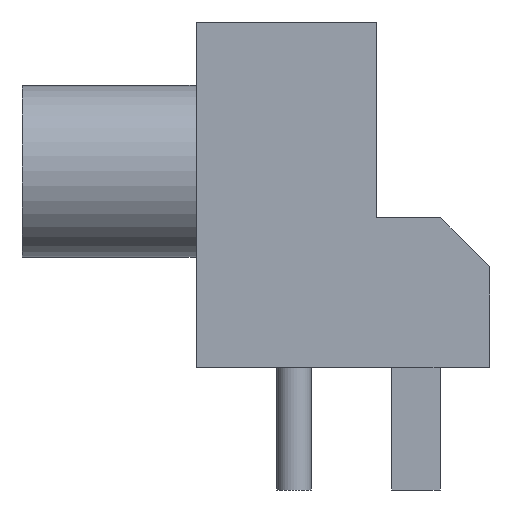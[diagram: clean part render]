
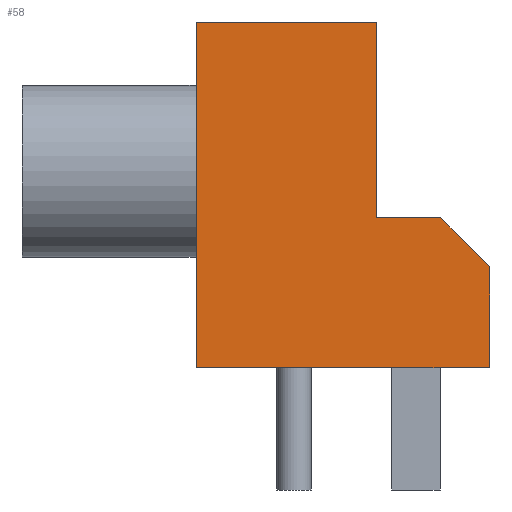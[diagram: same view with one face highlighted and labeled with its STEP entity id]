
A CAD part, left-side view. The second image highlights one B-rep face of the part: STEP entity #58.
In plain terms, the highlighted planar face has unit normal (-1, 0, 0).
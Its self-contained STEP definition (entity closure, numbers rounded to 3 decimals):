
#58=ADVANCED_FACE('',(#301),#303,.T.);
#301=FACE_BOUND('',#302,.T.);
#302=EDGE_LOOP('',(#502,#503,#504,#505,#506,#507,#508,#509,#510));
#303=PLANE('',#304);
#304=AXIS2_PLACEMENT_3D('',#305,#306,#307);
#305=CARTESIAN_POINT('',(-3.55,0.,0.));
#306=DIRECTION('',(-1.,0.,0.));
#307=DIRECTION('',(0.,0.,-1.));
#502=ORIENTED_EDGE('',*,*,#620,.F.);
#503=ORIENTED_EDGE('',*,*,#621,.T.);
#504=ORIENTED_EDGE('',*,*,#622,.T.);
#505=ORIENTED_EDGE('',*,*,#623,.T.);
#506=ORIENTED_EDGE('',*,*,#624,.T.);
#507=ORIENTED_EDGE('',*,*,#625,.T.);
#508=ORIENTED_EDGE('',*,*,#626,.T.);
#509=ORIENTED_EDGE('',*,*,#627,.T.);
#510=ORIENTED_EDGE('',*,*,#628,.T.);
#620=EDGE_CURVE('',#679,#680,#681,.F.);
#621=EDGE_CURVE('',#679,#682,#683,.T.);
#622=EDGE_CURVE('',#682,#684,#685,.T.);
#623=EDGE_CURVE('',#684,#686,#687,.T.);
#624=EDGE_CURVE('',#686,#688,#689,.T.);
#625=EDGE_CURVE('',#688,#690,#691,.T.);
#626=EDGE_CURVE('',#690,#692,#693,.T.);
#627=EDGE_CURVE('',#692,#694,#695,.T.);
#628=EDGE_CURVE('',#694,#680,#696,.T.);
#679=VERTEX_POINT('',#778);
#680=VERTEX_POINT('',#779);
#681=LINE('',#780,#781);
#682=VERTEX_POINT('',#783);
#683=LINE('',#784,#785);
#684=VERTEX_POINT('',#787);
#685=LINE('',#788,#789);
#686=VERTEX_POINT('',#791);
#687=LINE('',#792,#793);
#688=VERTEX_POINT('',#795);
#689=LINE('',#796,#797);
#690=VERTEX_POINT('',#799);
#691=LINE('',#800,#801);
#692=VERTEX_POINT('',#803);
#693=LINE('',#804,#805);
#694=VERTEX_POINT('',#807);
#695=LINE('',#808,#809);
#696=LINE('',#811,#812);
#778=CARTESIAN_POINT('',(-3.55,-4.985,0.));
#779=CARTESIAN_POINT('',(-3.55,-3.995,0.));
#780=CARTESIAN_POINT('',(-3.55,-3.995,0.));
#781=VECTOR('',#782,1.);
#782=DIRECTION('',(0.,-1.,0.));
#783=CARTESIAN_POINT('',(-3.55,-6.,0.));
#784=CARTESIAN_POINT('',(-3.55,-4.985,0.));
#785=VECTOR('',#786,1.);
#786=DIRECTION('',(0.,-1.,0.));
#787=CARTESIAN_POINT('',(-3.55,-6.,2.06));
#788=CARTESIAN_POINT('',(-3.55,-6.,0.));
#789=VECTOR('',#790,1.);
#790=DIRECTION('',(0.,0.,1.));
#791=CARTESIAN_POINT('',(-3.55,-5.,3.06));
#792=CARTESIAN_POINT('',(-3.55,-6.,2.06));
#793=VECTOR('',#794,1.);
#794=DIRECTION('',(0.,0.707,0.707));
#795=CARTESIAN_POINT('',(-3.55,-3.68,3.06));
#796=CARTESIAN_POINT('',(-3.55,-5.,3.06));
#797=VECTOR('',#798,1.);
#798=DIRECTION('',(0.,1.,0.));
#799=CARTESIAN_POINT('',(-3.55,-3.68,7.06));
#800=CARTESIAN_POINT('',(-3.55,-3.68,3.06));
#801=VECTOR('',#802,1.);
#802=DIRECTION('',(0.,0.,1.));
#803=CARTESIAN_POINT('',(-3.55,0.,7.06));
#804=CARTESIAN_POINT('',(-3.55,-3.68,7.06));
#805=VECTOR('',#806,1.);
#806=DIRECTION('',(0.,1.,0.));
#807=CARTESIAN_POINT('',(-3.55,0.,0.));
#808=CARTESIAN_POINT('',(-3.55,0.,7.06));
#809=VECTOR('',#810,1.);
#810=DIRECTION('',(0.,0.,-1.));
#811=CARTESIAN_POINT('',(-3.55,0.,0.));
#812=VECTOR('',#813,1.);
#813=DIRECTION('',(0.,-1.,0.));
